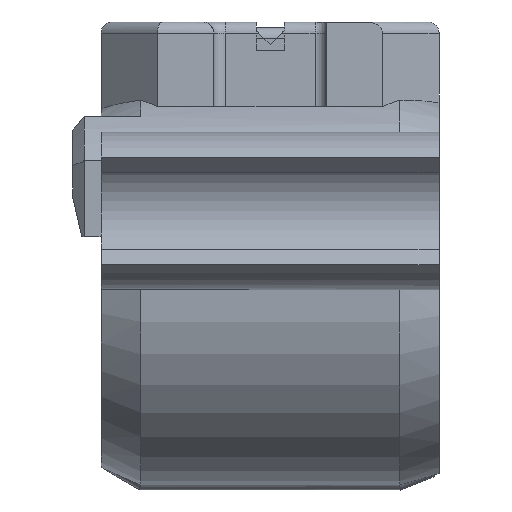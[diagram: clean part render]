
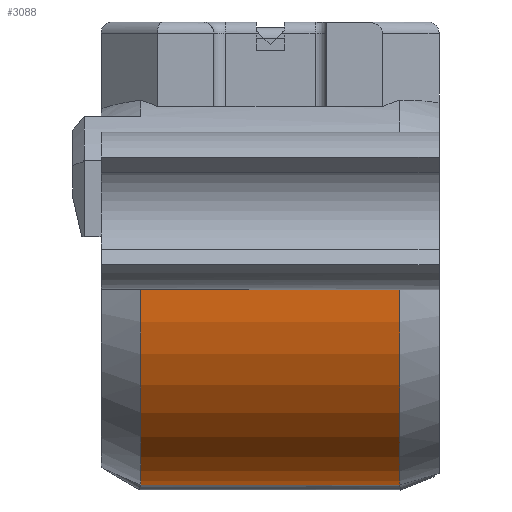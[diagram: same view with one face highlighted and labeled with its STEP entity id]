
A CAD part, left-side view. The second image highlights one B-rep face of the part: STEP entity #3088.
In plain terms, the highlighted cylindrical face has radius 7 mm (diameter 14 mm), a partial arc.
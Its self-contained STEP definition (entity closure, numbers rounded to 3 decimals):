
#62=CYLINDRICAL_SURFACE('',#3383,7.);
#292=CIRCLE('',#3380,7.);
#293=CIRCLE('',#3384,7.);
#478=FACE_OUTER_BOUND('',#665,.T.);
#665=EDGE_LOOP('',(#2481,#2482,#2483,#2484));
#905=LINE('',#5169,#1130);
#907=LINE('',#5194,#1132);
#1130=VECTOR('',#4098,10.);
#1132=VECTOR('',#4114,10.);
#1390=VERTEX_POINT('',#5160);
#1391=VERTEX_POINT('',#5167);
#1392=VERTEX_POINT('',#5176);
#1393=VERTEX_POINT('',#5192);
#1783=EDGE_CURVE('',#1391,#1390,#905,.T.);
#1785=EDGE_CURVE('',#1390,#1392,#292,.T.);
#1789=EDGE_CURVE('',#1393,#1391,#293,.T.);
#1790=EDGE_CURVE('',#1393,#1392,#907,.T.);
#2481=ORIENTED_EDGE('',*,*,#1785,.F.);
#2482=ORIENTED_EDGE('',*,*,#1783,.F.);
#2483=ORIENTED_EDGE('',*,*,#1789,.F.);
#2484=ORIENTED_EDGE('',*,*,#1790,.T.);
#3088=ADVANCED_FACE('',(#478),#62,.T.);
#3380=AXIS2_PLACEMENT_3D('',#5177,#4103,#4104);
#3383=AXIS2_PLACEMENT_3D('',#5191,#4110,#4111);
#3384=AXIS2_PLACEMENT_3D('',#5193,#4112,#4113);
#4098=DIRECTION('',(0.,1.,0.));
#4103=DIRECTION('center_axis',(0.,1.,0.));
#4104=DIRECTION('ref_axis',(-0.906,0.,0.423));
#4110=DIRECTION('center_axis',(0.,1.,0.));
#4111=DIRECTION('ref_axis',(0.906,0.,-0.423));
#4112=DIRECTION('center_axis',(0.,-1.,0.));
#4113=DIRECTION('ref_axis',(-0.906,0.,0.423));
#4114=DIRECTION('',(0.,1.,0.));
#5160=CARTESIAN_POINT('',(2.142,10.6,-6.664));
#5167=CARTESIAN_POINT('',(2.142,1.4,-6.664));
#5169=CARTESIAN_POINT('',(2.142,0.,-6.664));
#5176=CARTESIAN_POINT('',(-7.,10.6,-0.02));
#5177=CARTESIAN_POINT('Origin',(0.,10.6,0.));
#5191=CARTESIAN_POINT('Origin',(0.,0.,0.));
#5192=CARTESIAN_POINT('',(-7.,1.4,-0.02));
#5193=CARTESIAN_POINT('Origin',(0.,1.4,0.));
#5194=CARTESIAN_POINT('',(-7.,0.,-0.02));
